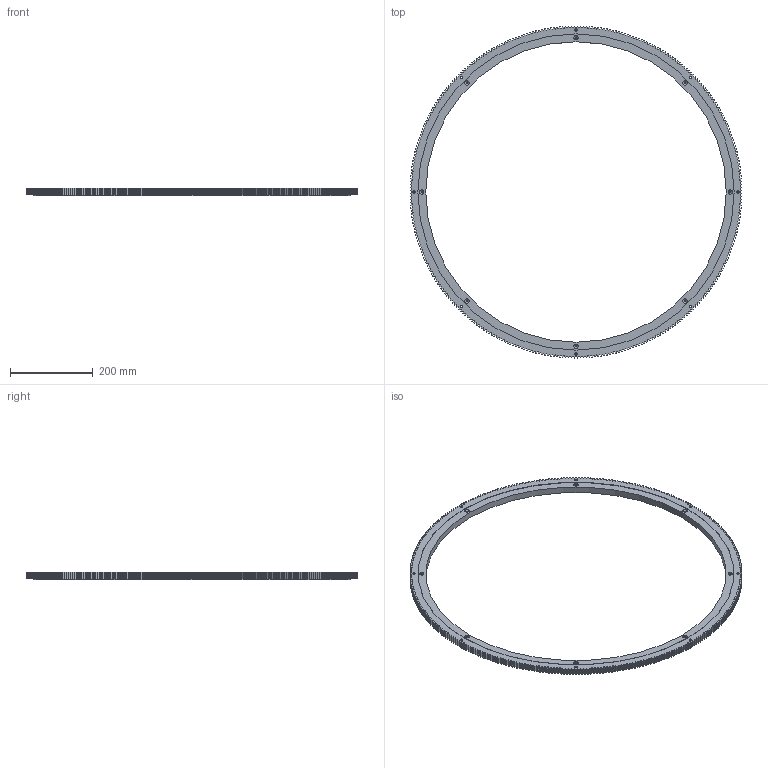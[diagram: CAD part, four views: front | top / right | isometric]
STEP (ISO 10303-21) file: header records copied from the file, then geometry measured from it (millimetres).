
FILE_DESCRIPTION (( 'STEP AP203' ), '1' );
FILE_NAME ('Ïîäøèïíèê.STEP', '2019-08-07T06:56:11', ( 'User' ), ( '' ), 'SwSTEP 2.0', 'SolidWorks 2016', '' );
FILE_SCHEMA (( 'CONFIG_CONTROL_DESIGN' ));
Length unit declared in the file: millimetre
Products named in the file (3): 马篁疱眄邋 觐朦鲱 镱澍栾龛赅; Íàðóæíîå êîëüöî ïîäøèïíèêà ñ çóáüÿìè; Ïîäøèïíèê
Assembly tree (2 placements, depth 2):
  Ïîäøèïíèê
    马篁疱眄邋 觐朦鲱 镱澍栾龛赅
    Íàðóæíîå êîëüöî ïîäøèïíèêà ñ çóáüÿìè
Bounding box: 799.98 x 799.98 x 17 mm (x, y, z)
Volume: 1336260 mm3; surface area: 350723 mm2
Topology: 2 solids, 2 shells, 1559 faces, 4633 edges, 3078 vertices
Faces by surface type: cylinder 827, plane 700, cone 32
Entity records: 53134 total; most frequent: DIRECTION 9447, CARTESIAN_POINT 9275, ORIENTED_EDGE 9266, EDGE_CURVE 4633, AXIS2_PLACEMENT_3D 3250, VERTEX_POINT 3078, VECTOR 2947, LINE 2947
